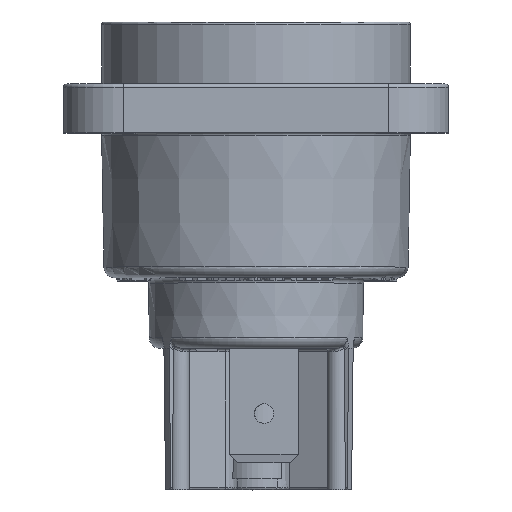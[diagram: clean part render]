
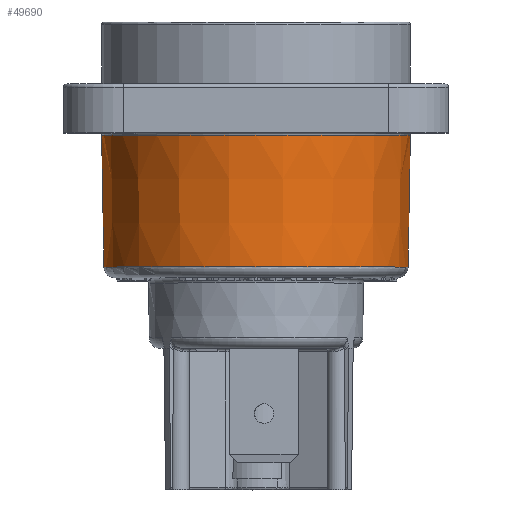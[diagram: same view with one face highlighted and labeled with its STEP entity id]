
A CAD part, top view. The second image highlights one B-rep face of the part: STEP entity #49690.
In plain terms, the highlighted conical face has half-angle 1 degrees and reference radius 14.091 mm.
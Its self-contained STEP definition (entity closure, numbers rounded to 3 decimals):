
#3085=DIRECTION('',(0.017,-1.,0.));
#3086=VECTOR('',#3085,12.123);
#3087=CARTESIAN_POINT('',(-14.197,-0.197,
0.));
#3088=LINE('',#3087,#3086);
#3094=DIRECTION('',(-0.017,-1.,0.));
#3095=VECTOR('',#3094,12.123);
#3096=CARTESIAN_POINT('',(14.197,-0.197,
0.));
#3097=LINE('',#3096,#3095);
#16351=CARTESIAN_POINT('',(0.,-0.197,0.));
#16352=DIRECTION('',(0.,-1.,0.));
#16353=DIRECTION('',(1.,0.,0.));
#16354=AXIS2_PLACEMENT_3D('',#16351,#16352,#16353);
#16356=CARTESIAN_POINT('',(0.,-12.317,0.));
#16357=DIRECTION('',(0.,-1.,0.));
#16358=DIRECTION('',(1.,0.,0.));
#16359=AXIS2_PLACEMENT_3D('',#16356,#16357,#16358);
#25672=CARTESIAN_POINT('',(-13.985,-12.317,0.));
#25673=CARTESIAN_POINT('',(13.985,-12.317,0.));
#25674=VERTEX_POINT('',#25672);
#25675=VERTEX_POINT('',#25673);
#25734=CARTESIAN_POINT('',(-14.197,-0.197,0.));
#25735=CARTESIAN_POINT('',(14.197,-0.197,0.));
#25736=VERTEX_POINT('',#25734);
#25737=VERTEX_POINT('',#25735);
#49679=CARTESIAN_POINT('',(0.,-6.257,0.));
#49680=DIRECTION('',(0.,1.,0.));
#49681=DIRECTION('',(1.,0.,0.));
#49682=AXIS2_PLACEMENT_3D('',#49679,#49680,#49681);
#49683=CONICAL_SURFACE('',#49682,14.091,1.);
#49684=ORIENTED_EDGE('',*,*,#49673,.F.);
#49685=ORIENTED_EDGE('',*,*,#30049,.T.);
#49686=ORIENTED_EDGE('',*,*,#30014,.T.);
#49687=ORIENTED_EDGE('',*,*,#30046,.F.);
#49688=EDGE_LOOP('',(#49684,#49685,#49686,#49687));
#49689=FACE_OUTER_BOUND('',#49688,.F.);
#49690=ADVANCED_FACE('',(#49689),#49683,.T.);
#16355=CIRCLE('',#16354,14.197);
#16360=CIRCLE('',#16359,13.985);
#30014=EDGE_CURVE('',#25675,#25674,#16360,.T.);
#30046=EDGE_CURVE('',#25736,#25674,#3088,.T.);
#30049=EDGE_CURVE('',#25737,#25675,#3097,.T.);
#49673=EDGE_CURVE('',#25737,#25736,#16355,.T.);
